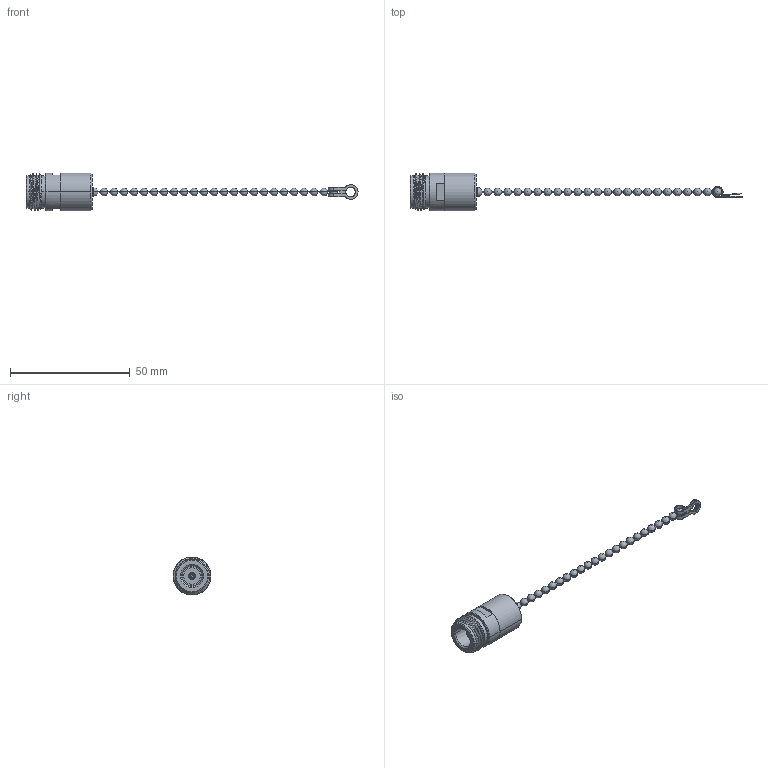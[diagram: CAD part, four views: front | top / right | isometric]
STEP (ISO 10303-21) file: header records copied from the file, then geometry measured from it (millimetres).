
FILE_DESCRIPTION (( 'STEP AP214' ), '1' );
FILE_NAME ('FMTR1171_3D.step', '2024-02-07T23:36:10', ( '' ), ( '' ), 'SwSTEP 2.0', 'SolidWorks 2022', '' );
FILE_SCHEMA (( 'AUTOMOTIVE_DESIGN' ));
Length unit declared in the file: inch
Products named in the file (4): F3800-4^FMTR1171; N88NY-3-1^FMTR1171; FMTR1171_3D; N8980-0018^FMTR1171
Assembly tree (3 placements, depth 2):
  FMTR1171_3D
    N8980-0018^FMTR1171
    F3800-4^FMTR1171
    N88NY-3-1^FMTR1171
Bounding box: 138.4 x 15.8 x 15.8 mm (x, y, z)
Volume: 4916 mm3; surface area: 3498.5 mm2
Topology: 3 solids, 3 shells, 253 faces, 733 edges, 437 vertices
Faces by surface type: cylinder 100, sphere 54, plane 47, cone 35, torus 14, bspline 3
Entity records: 8361 total; most frequent: CARTESIAN_POINT 2434, DIRECTION 1339, ORIENTED_EDGE 1156, AXIS2_PLACEMENT_3D 579, EDGE_CURVE 578, VERTEX_POINT 336, CIRCLE 323, EDGE_LOOP 262
